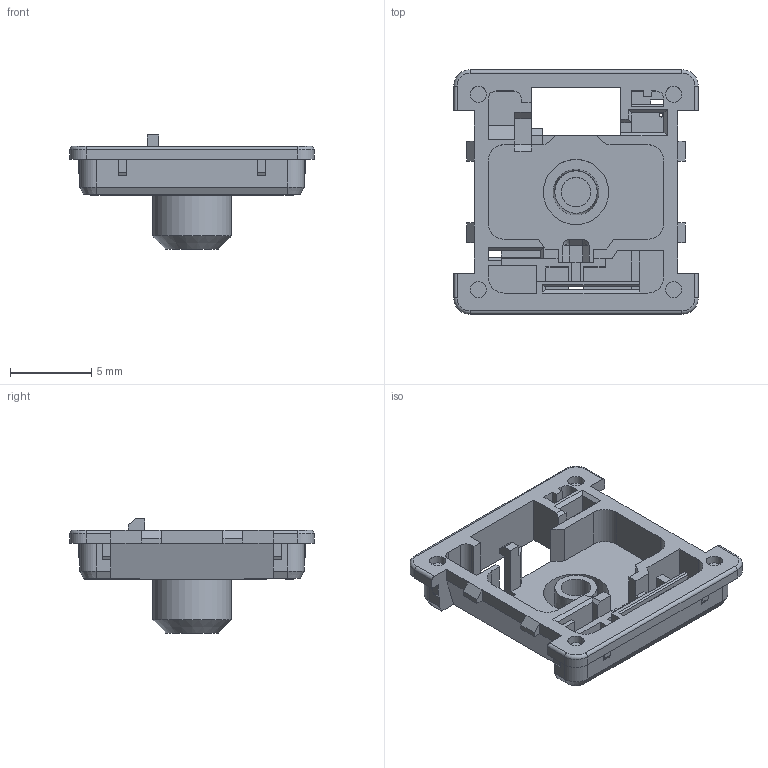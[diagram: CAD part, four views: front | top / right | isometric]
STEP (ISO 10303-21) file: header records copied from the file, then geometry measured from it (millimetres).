
FILE_DESCRIPTION(('FreeCAD Model'),'2;1');
FILE_NAME('Open CASCADE Shape Model','2023-06-05T01:42:27',(''),(''), 'Open CASCADE STEP processor 7.6','FreeCAD','Unknown');
FILE_SCHEMA(('AUTOMOTIVE_DESIGN { 1 0 10303 214 1 1 1 1 }'));
Length unit declared in the file: millimetre
Products named in the file (1): bottom
Bounding box: 15 x 15 x 7 mm (x, y, z)
Volume: 268.5 mm3; surface area: 942 mm2
Topology: 1 solids, 1 shells, 281 faces, 765 edges, 493 vertices
Faces by surface type: plane 226, cylinder 43, cone 8, torus 4
Full cylindrical faces by diameter (mm): 0.25 x1, 0.5 x4, 1 x4, 1.8 x1, 2.8 x1, 4 x1, 4.8 x1
Entity records: 8736 total; most frequent: CARTESIAN_POINT 1546, ORIENTED_EDGE 1526, DIRECTION 1418, EDGE_CURVE 763, LINE 656, VECTOR 656, VERTEX_POINT 493, AXIS2_PLACEMENT_3D 381
